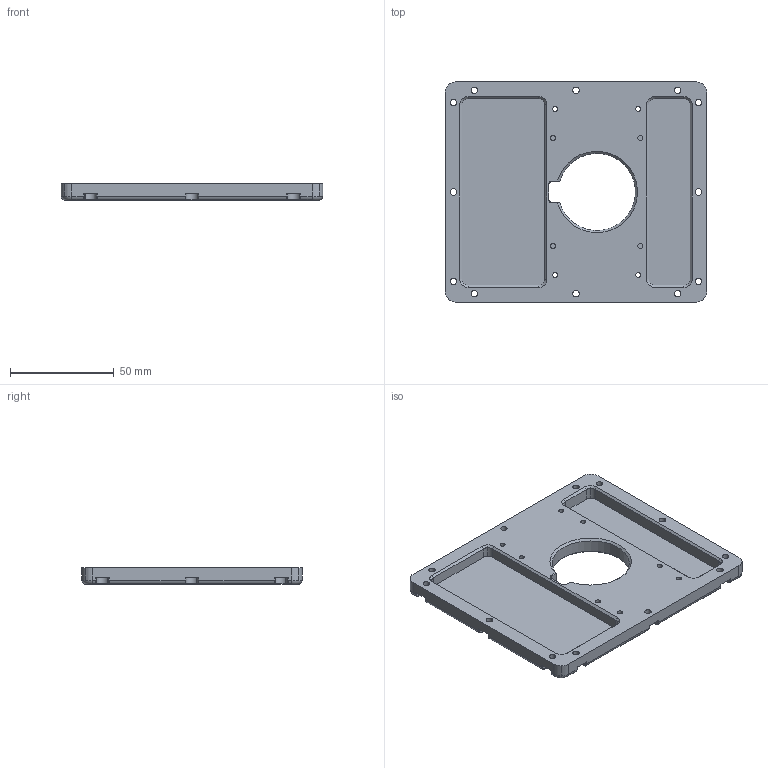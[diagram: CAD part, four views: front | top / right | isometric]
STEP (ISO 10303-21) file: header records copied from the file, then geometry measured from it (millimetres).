
FILE_DESCRIPTION (( 'STEP AP214' ), '1' );
FILE_NAME ('top motor plate.STEP', '2024-08-01T09:14:44', ( '' ), ( '' ), 'SwSTEP 2.0', 'SolidWorks 2024', '' );
FILE_SCHEMA (( 'AUTOMOTIVE_DESIGN' ));
Length unit declared in the file: millimetre
Products named in the file (1): top motor plate
Bounding box: 126 x 106 x 8 mm (x, y, z)
Volume: 61108.1 mm3; surface area: 32444.8 mm2
Topology: 1 solids, 1 shells, 344 faces, 860 edges, 524 vertices
Faces by surface type: plane 123, cylinder 121, cone 94, torus 4, bspline 2
Entity records: 10379 total; most frequent: CARTESIAN_POINT 1877, DIRECTION 1870, ORIENTED_EDGE 1720, EDGE_CURVE 860, AXIS2_PLACEMENT_3D 683, VERTEX_POINT 524, VECTOR 504, LINE 504
